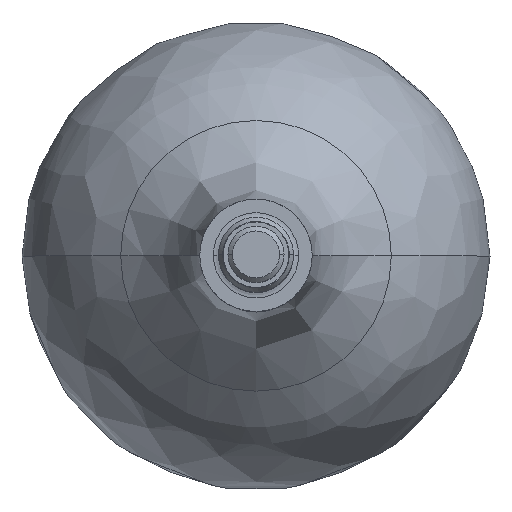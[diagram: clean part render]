
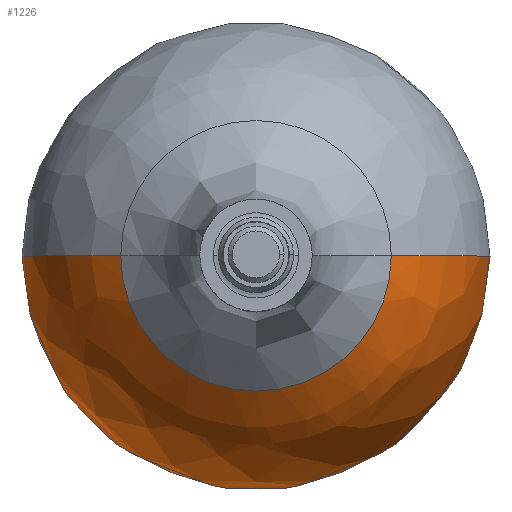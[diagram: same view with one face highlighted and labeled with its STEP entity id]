
A CAD part, top view. The second image highlights one B-rep face of the part: STEP entity #1226.
In plain terms, the highlighted free-form (B-spline) face has degree [3, 3] with [4, 7] control points.
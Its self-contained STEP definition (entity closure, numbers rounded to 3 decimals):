
#13 = VERTEX_POINT ( 'NONE', #47 ) ;
#15 = VERTEX_POINT ( 'NONE', #49 ) ;
#25 = VERTEX_POINT ( 'NONE', #62 ) ;
#30 = VERTEX_POINT ( 'NONE', #55 ) ;
#47 = CARTESIAN_POINT ( 'NONE',  ( 210.479, 0., -87.132 ) ) ;
#49 = CARTESIAN_POINT ( 'NONE',  ( 239.368, 0., -87.132 ) ) ;
#52 = DIRECTION ( 'NONE',  ( 0., -1., 0. ) ) ;
#53 = DIRECTION ( 'NONE',  ( 0., 0., 1. ) ) ;
#55 = CARTESIAN_POINT ( 'NONE',  ( 215.923, 0., -130.86 ) ) ;
#62 = CARTESIAN_POINT ( 'NONE',  ( 233.923, 0., -130.86 ) ) ;
#76 = CARTESIAN_POINT ( 'NONE',  ( 224.923, 0., -107.537 ) ) ;
#95 = CARTESIAN_POINT ( 'NONE',  ( 222.568, -8.766, -130.861 ) ) ;
#96 = CARTESIAN_POINT ( 'NONE',  ( 220.392, -7.865, -130.861 ) ) ;
#97 = CARTESIAN_POINT ( 'NONE',  ( 217.06, -4.533, -130.861 ) ) ;
#98 = CARTESIAN_POINT ( 'NONE',  ( 215.982, -1.179, -130.86 ) ) ;
#100 = CARTESIAN_POINT ( 'NONE',  ( 232.788, -4.532, -130.861 ) ) ;
#101 = CARTESIAN_POINT ( 'NONE',  ( 215.923, -0.589, -130.86 ) ) ;
#102 = CARTESIAN_POINT ( 'NONE',  ( 215.923, 0., -130.86 ) ) ;
#107 = CARTESIAN_POINT ( 'NONE',  ( 223.746, -9., -130.86 ) ) ;
#109 = CARTESIAN_POINT ( 'NONE',  ( 229.457, -7.864, -130.861 ) ) ;
#112 = CARTESIAN_POINT ( 'NONE',  ( 226.102, -9., -130.86 ) ) ;
#121 = CARTESIAN_POINT ( 'NONE',  ( 216.383, -2.901, -130.861 ) ) ;
#133 = CARTESIAN_POINT ( 'NONE',  ( 219.393, -7.198, -130.86 ) ) ;
#135 = CARTESIAN_POINT ( 'NONE',  ( 217.727, -5.532, -130.86 ) ) ;
#140 = CARTESIAN_POINT ( 'NONE',  ( 216.211, -2.335, -130.861 ) ) ;
#144 = CARTESIAN_POINT ( 'NONE',  ( 232.121, -5.53, -130.86 ) ) ;
#145 = CARTESIAN_POINT ( 'NONE',  ( 230.455, -7.197, -130.86 ) ) ;
#147 = CARTESIAN_POINT ( 'NONE',  ( 233.923, 0., -130.86 ) ) ;
#150 = CARTESIAN_POINT ( 'NONE',  ( 233.923, -1.178, -130.86 ) ) ;
#152 = CARTESIAN_POINT ( 'NONE',  ( 227.28, -8.766, -130.861 ) ) ;
#154 = CARTESIAN_POINT ( 'NONE',  ( 233.689, -2.355, -130.861 ) ) ;
#286 = DIRECTION ( 'NONE',  ( -1., 0., 0. ) ) ;
#308 = CARTESIAN_POINT ( 'NONE',  ( 224.923, 0., -87.132 ) ) ;
#316 = DIRECTION ( 'NONE',  ( 0., 0., -1. ) ) ;
#335 = CARTESIAN_POINT ( 'NONE',  ( 224.923, 0., -107.537 ) ) ;
#354 = DIRECTION ( 'NONE',  ( 0., 0., 1. ) ) ;
#361 = DIRECTION ( 'NONE',  ( 0., 1., 0. ) ) ;
#701 = EDGE_CURVE ( 'NONE', #13, #30, #983, .T. ) ;
#704 = EDGE_CURVE ( 'NONE', #25, #30, #1198, .T. ) ;
#721 = EDGE_CURVE ( 'NONE', #15, #13, #980, .T. ) ;
#728 = EDGE_CURVE ( 'NONE', #15, #25, #994, .T. ) ;
#780 = AXIS2_PLACEMENT_3D ( 'NONE', #308, #316, #286 ) ;
#784 = AXIS2_PLACEMENT_3D ( 'NONE', #335, #361, #354 ) ;
#789 = AXIS2_PLACEMENT_3D ( 'NONE', #76, #52, #53 ) ;
#833 = EDGE_LOOP ( 'NONE', ( #863, #908, #892, #853 ) ) ;
#853 = ORIENTED_EDGE ( 'NONE', *, *, #728, .F. ) ;
#863 = ORIENTED_EDGE ( 'NONE', *, *, #721, .T. ) ;
#892 = ORIENTED_EDGE ( 'NONE', *, *, #704, .F. ) ;
#908 = ORIENTED_EDGE ( 'NONE', *, *, #701, .T. ) ;
#980 = CIRCLE ( 'NONE', #780, 14.444 ) ;
#983 = CIRCLE ( 'NONE', #789, 25. ) ;
#994 = CIRCLE ( 'NONE', #784, 25. ) ;
#1076 = FACE_OUTER_BOUND ( 'NONE', #833, .T. ) ;
#1087 = CARTESIAN_POINT ( 'NONE',  ( 239.368, 0., -87.132 ) ) ;
#1088 = CARTESIAN_POINT ( 'NONE',  ( 233.385, -14.444, -87.132 ) ) ;
#1089 = CARTESIAN_POINT ( 'NONE',  ( 224.923, -14.444, -87.132 ) ) ;
#1090 = CARTESIAN_POINT ( 'NONE',  ( 257.859, 0., -100.222 ) ) ;
#1091 = CARTESIAN_POINT ( 'NONE',  ( 205.63, -32.936, -100.222 ) ) ;
#1094 = CARTESIAN_POINT ( 'NONE',  ( 257.859, -19.294, -100.222 ) ) ;
#1095 = CARTESIAN_POINT ( 'NONE',  ( 239.368, -8.461, -87.132 ) ) ;
#1119 = CARTESIAN_POINT ( 'NONE',  ( 216.462, -14.444, -87.132 ) ) ;
#1120 = CARTESIAN_POINT ( 'NONE',  ( 210.479, -8.461, -87.132 ) ) ;
#1124 = CARTESIAN_POINT ( 'NONE',  ( 210.479, 0., -87.132 ) ) ;
#1126 = CARTESIAN_POINT ( 'NONE',  ( 244.217, -32.936, -100.222 ) ) ;
#1132 = CARTESIAN_POINT ( 'NONE',  ( 224.923, -32.936, -100.222 ) ) ;
#1138 = CARTESIAN_POINT ( 'NONE',  ( 219.651, -9., -130.86 ) ) ;
#1141 = CARTESIAN_POINT ( 'NONE',  ( 233.923, -5.272, -130.86 ) ) ;
#1150 = CARTESIAN_POINT ( 'NONE',  ( 194.786, -17.654, -122.704 ) ) ;
#1151 = CARTESIAN_POINT ( 'NONE',  ( 233.923, 0., -130.86 ) ) ;
#1153 = CARTESIAN_POINT ( 'NONE',  ( 255.06, 0., -122.704 ) ) ;
#1155 = CARTESIAN_POINT ( 'NONE',  ( 194.786, 0., -122.704 ) ) ;
#1157 = CARTESIAN_POINT ( 'NONE',  ( 207.27, -30.137, -122.704 ) ) ;
#1159 = CARTESIAN_POINT ( 'NONE',  ( 224.923, -30.137, -122.704 ) ) ;
#1161 = CARTESIAN_POINT ( 'NONE',  ( 215.923, 0., -130.86 ) ) ;
#1162 = CARTESIAN_POINT ( 'NONE',  ( 255.06, -17.654, -122.704 ) ) ;
#1165 = CARTESIAN_POINT ( 'NONE',  ( 230.195, -9., -130.86 ) ) ;
#1167 = CARTESIAN_POINT ( 'NONE',  ( 191.987, -19.294, -100.222 ) ) ;
#1173 = CARTESIAN_POINT ( 'NONE',  ( 191.987, 0., -100.222 ) ) ;
#1174 = CARTESIAN_POINT ( 'NONE',  ( 224.923, -9., -130.86 ) ) ;
#1175 = CARTESIAN_POINT ( 'NONE',  ( 242.577, -30.137, -122.704 ) ) ;
#1176 = CARTESIAN_POINT ( 'NONE',  ( 215.923, -5.272, -130.86 ) ) ;
#1191 =( BOUNDED_SURFACE ( )  B_SPLINE_SURFACE ( 3, 3, ( 
 ( #1087, #1095, #1088, #1089, #1119, #1120, #1124 ),
 ( #1090, #1094, #1126, #1132, #1091, #1167, #1173 ),
 ( #1153, #1162, #1175, #1159, #1157, #1150, #1155 ),
 ( #1151, #1141, #1165, #1174, #1138, #1176, #1161 ) ),
 .UNSPECIFIED., .F., .F., .F. ) 
 B_SPLINE_SURFACE_WITH_KNOTS ( ( 4, 4 ),
 ( 4, 3, 4 ),
 ( 0., 1. ),
 ( 0., 0.5, 1. ),
 .UNSPECIFIED. ) 
 GEOMETRIC_REPRESENTATION_ITEM ( )  RATIONAL_B_SPLINE_SURFACE ( (
 ( 1., 0.805, 0.805, 1., 0.805, 0.805, 1.),
 ( 0.648, 0.522, 0.522, 0.648, 0.522, 0.522, 0.648),
 ( 0.648, 0.522, 0.522, 0.648, 0.522, 0.522, 0.648),
 ( 1., 0.805, 0.805, 1., 0.805, 0.805, 1.) ) ) 
 REPRESENTATION_ITEM ( '' )  SURFACE ( )  );
#1198 = B_SPLINE_CURVE_WITH_KNOTS ( 'NONE', 3,
 ( #147, #150, #154, #100, #144, #145, #109, #152, #112, #107, #95, #96, #133, #135, #97, #121, #140, #98, #101, #102 ),
 .UNSPECIFIED., .F., .F.,
 ( 4, 2, 2, 2, 2, 2, 2, 2, 2, 4 ),
 ( 0., 3.536, 7.073, 10.609, 14.145, 17.682, 21.218, 24.754, 26.522, 28.291 ),
 .UNSPECIFIED. ) ;
#1226 = ADVANCED_FACE ( 'NONE', ( #1076 ), #1191, .F. ) ;
